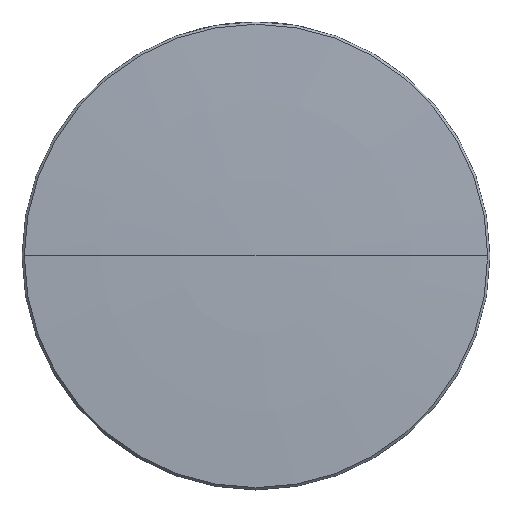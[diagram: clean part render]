
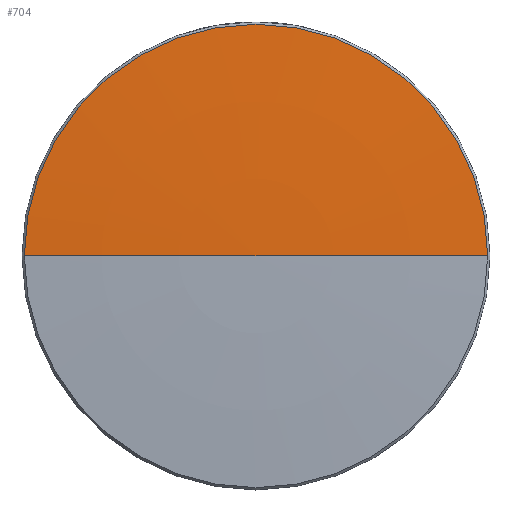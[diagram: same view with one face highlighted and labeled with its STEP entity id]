
A CAD part, top view. The second image highlights one B-rep face of the part: STEP entity #704.
In plain terms, the highlighted toroidal (fillet/blend) face has major radius 0.03 mm and minor radius 460.08 mm.
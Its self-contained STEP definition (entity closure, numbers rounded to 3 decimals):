
#21 = DIRECTION ( 'NONE',  ( 0., -1., 0. ) ) ;
#128 = ORIENTED_EDGE ( 'NONE', *, *, #412, .F. ) ;
#318 = VERTEX_POINT ( 'NONE', #1206 ) ;
#412 = EDGE_CURVE ( 'NONE', #318, #1728, #552, .T. ) ;
#417 = DIRECTION ( 'NONE',  ( 0., 1., 0. ) ) ;
#552 = CIRCLE ( 'NONE', #1776, 460.08 ) ;
#553 = CARTESIAN_POINT ( 'NONE',  ( 0., 0., -458.23 ) ) ;
#635 = CARTESIAN_POINT ( 'NONE',  ( 0., 0., 1.164 ) ) ;
#704 = ADVANCED_FACE ( 'NONE', ( #1835 ), #797, .T. ) ;
#752 = DIRECTION ( 'NONE',  ( 0., 0., 1. ) ) ;
#797 = TOROIDAL_SURFACE ( 'NONE', #1636, 0.03, 460.08 ) ;
#828 = EDGE_LOOP ( 'NONE', ( #1313, #2115, #128 ) ) ;
#901 = CARTESIAN_POINT ( 'NONE',  ( -25.15, 0., 1.164 ) ) ;
#984 = CARTESIAN_POINT ( 'NONE',  ( 0.03, 0., -458.23 ) ) ;
#995 = DIRECTION ( 'NONE',  ( 0., 0., -1. ) ) ;
#1026 = DIRECTION ( 'NONE',  ( -1., 0., 0. ) ) ;
#1107 = CIRCLE ( 'NONE', #1315, 25.15 ) ;
#1206 = CARTESIAN_POINT ( 'NONE',  ( 25.15, 0., 1.164 ) ) ;
#1242 = CARTESIAN_POINT ( 'NONE',  ( 0., 0., 1.85 ) ) ;
#1313 = ORIENTED_EDGE ( 'NONE', *, *, #1593, .T. ) ;
#1315 = AXIS2_PLACEMENT_3D ( 'NONE', #635, #1833, #2039 ) ;
#1320 = EDGE_CURVE ( 'NONE', #2242, #1728, #1890, .T. ) ;
#1548 = DIRECTION ( 'NONE',  ( 1., 0., 0. ) ) ;
#1593 = EDGE_CURVE ( 'NONE', #318, #2242, #1107, .T. ) ;
#1636 = AXIS2_PLACEMENT_3D ( 'NONE', #553, #752, #1548 ) ;
#1728 = VERTEX_POINT ( 'NONE', #1242 ) ;
#1776 = AXIS2_PLACEMENT_3D ( 'NONE', #984, #21, #995 ) ;
#1833 = DIRECTION ( 'NONE',  ( 0., 0., 1. ) ) ;
#1835 = FACE_OUTER_BOUND ( 'NONE', #828, .T. ) ;
#1890 = CIRCLE ( 'NONE', #2491, 460.08 ) ;
#2039 = DIRECTION ( 'NONE',  ( -1., 0., 0. ) ) ;
#2115 = ORIENTED_EDGE ( 'NONE', *, *, #1320, .T. ) ;
#2236 = CARTESIAN_POINT ( 'NONE',  ( -0.03, 0., -458.23 ) ) ;
#2242 = VERTEX_POINT ( 'NONE', #901 ) ;
#2491 = AXIS2_PLACEMENT_3D ( 'NONE', #2236, #417, #1026 ) ;
